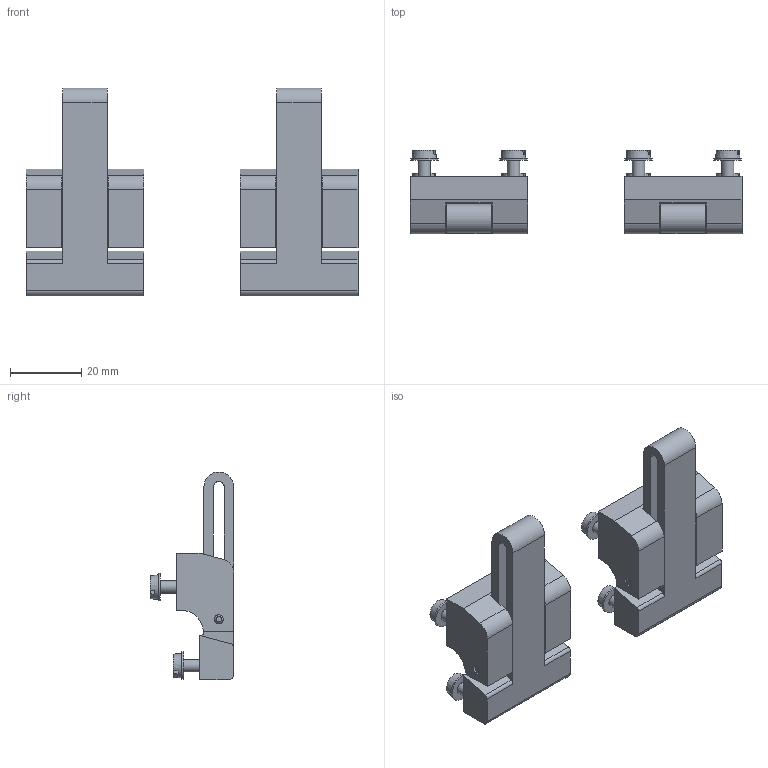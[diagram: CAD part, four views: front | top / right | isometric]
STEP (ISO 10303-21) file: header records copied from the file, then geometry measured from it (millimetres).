
FILE_DESCRIPTION( ( 'STEP AP214' ), '1' );
FILE_NAME( 'dsch_ci.stp', '2021-07-01T07:58:21', ( 'License CC BY-ND 4.0' ), ( 'CADENAS' ), ' ', 'PARTsolutions', ' ' );
FILE_SCHEMA( ( 'AUTOMOTIVE_DESIGN { 1 0 10303 214 1 1 1 1 }' ) );
Length unit declared in the file: millimetre
Products named in the file (2): 034224; _034224_P
Assembly tree (2 placements, depth 2):
  034224
    _034224_P  x2
Bounding box: 93 x 23.5 x 58.25 mm (x, y, z)
Volume: 30164.6 mm3; surface area: 16147.2 mm2
Topology: 2 solids, 2 shells, 230 faces, 582 edges, 386 vertices
Faces by surface type: plane 176, cylinder 42, cone 12
Full cylindrical faces by diameter (mm): 2.5 x4, 3 x2, 3.5 x8, 7.7 x8
Entity records: 4307 total; most frequent: CARTESIAN_POINT 623, DIRECTION 555, ORIENTED_EDGE 538, EDGE_CURVE 269, VERTEX_POINT 188, LINE 187, VECTOR 187, AXIS2_PLACEMENT_3D 184
